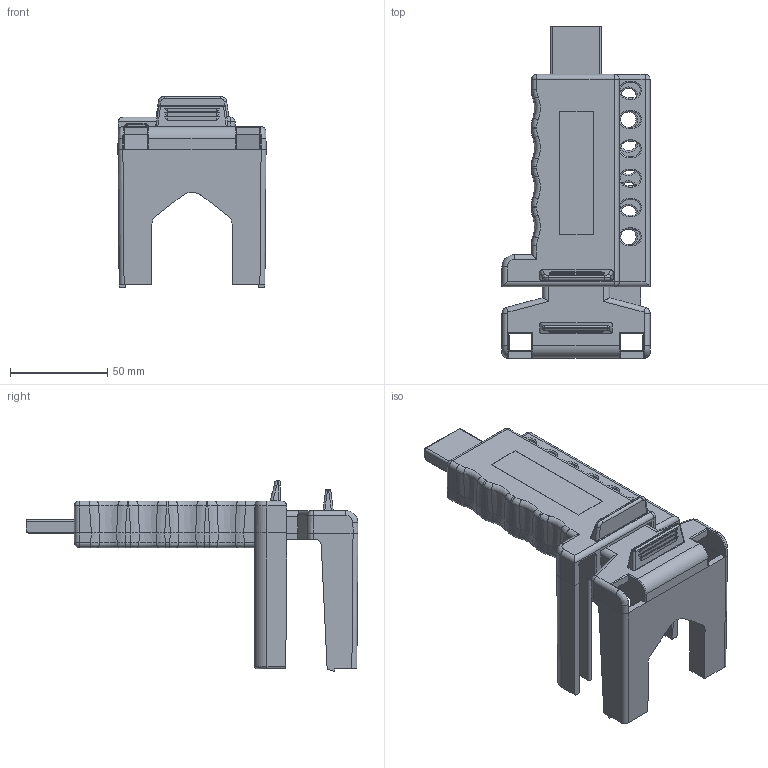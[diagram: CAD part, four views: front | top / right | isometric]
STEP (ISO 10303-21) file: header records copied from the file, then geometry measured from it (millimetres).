
FILE_DESCRIPTION(/* description */ (''),/* implementation_level */ '2;1');
FILE_NAME(/* name */ 'PSL-BV1.stp',/* time_stamp */ '2023-03-30T09:41:36-04:00',/* author */ (''),/* organization */ (''),/* preprocessor_version */ 'ST-DEVELOPER v16.7',/* originating_system */ 'SIEMENS PLM Software NX 1926',/* authorisation */ '');
FILE_SCHEMA (('AP203_CONFIGURATION_CONTROLLED_3D_DESIGN_OF_MECHANICAL_PARTS_AND_ASSEMBLIES_MIM_LF { 1 0 10303 403 2 1 2}'));
Length unit declared in the file: inch
Products named in the file (4): I00619YE_00-Sliding Adjusting Piece; I00619YD_00-Multiple Lock-out Sliding Piece; I00619YC_00-Valve Handle Cover; 130009_A-PSL-BV1
Assembly tree (3 placements, depth 2):
  130009_A-PSL-BV1
    I00619YC_00-Valve Handle Cover
    I00619YD_00-Multiple Lock-out Sliding Piece
    I00619YE_00-Sliding Adjusting Piece
Bounding box: 76.2 x 170.81 x 98.46 mm (x, y, z)
Volume: 163003 mm3; surface area: 95183 mm2
Topology: 3 solids, 3 shells, 730 faces, 1894 edges, 1145 vertices
Faces by surface type: cylinder 321, plane 244, bspline 80, torus 57, sphere 18, cone 8, extrusion 2
Full cylindrical faces by diameter (mm): 7.925 x8
Entity records: 23604 total; most frequent: CARTESIAN_POINT 5490, DIRECTION 3824, ORIENTED_EDGE 3704, EDGE_CURVE 1852, AXIS2_PLACEMENT_3D 1416, VERTEX_POINT 1137, VECTOR 992, LINE 990
